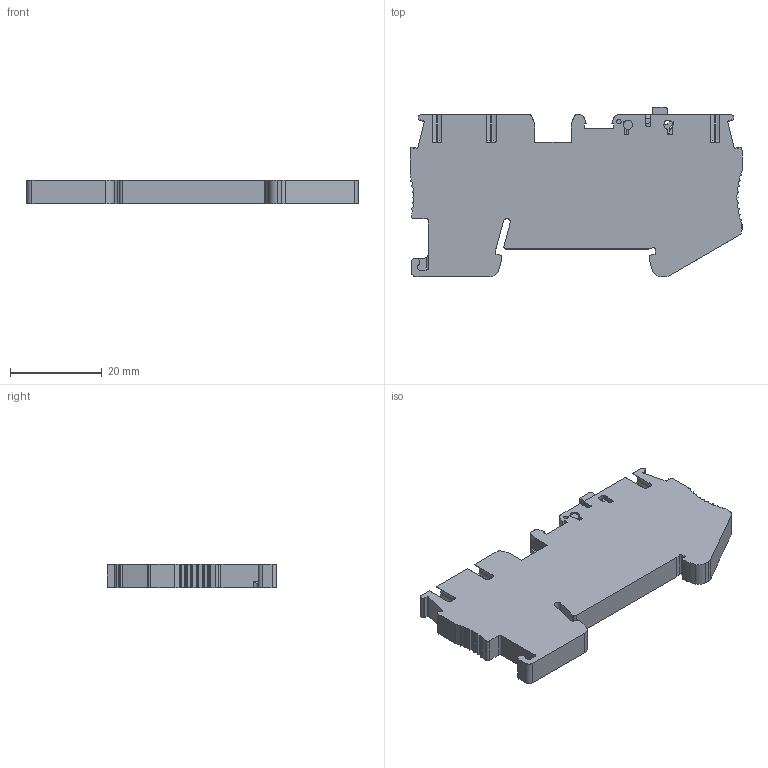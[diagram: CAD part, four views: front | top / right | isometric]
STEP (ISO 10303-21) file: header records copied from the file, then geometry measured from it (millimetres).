
FILE_DESCRIPTION((''),'2;1');
FILE_NAME('5YB574349_ASM','2023-11-14T',('dell'),(''),'PRO/ENGINEER BY PARAMETRIC TECHNOLOGY CORPORATION, 2013230','PRO/ENGINEER BY PARAMETRIC TECHNOLOGY CORPORATION, 2013230','');
FILE_SCHEMA(('AUTOMOTIVE_DESIGN { 1 0 10303 214 1 1 1 1 }'));
Length unit declared in the file: millimetre
Products named in the file (1): 5YB574349_ASM
Bounding box: 72.2 x 36.8 x 5.2 mm (x, y, z)
Volume: 10050.7 mm3; surface area: 6707.6 mm2
Topology: 1 solids, 2 shells, 456 faces, 1375 edges, 922 vertices
Faces by surface type: plane 305, cylinder 134, cone 17
Entity records: 16252 total; most frequent: CARTESIAN_POINT 3073, ORIENTED_EDGE 2750, DIRECTION 2516, EDGE_CURVE 1375, VECTOR 962, LINE 962, VERTEX_POINT 922, AXIS2_PLACEMENT_3D 777
